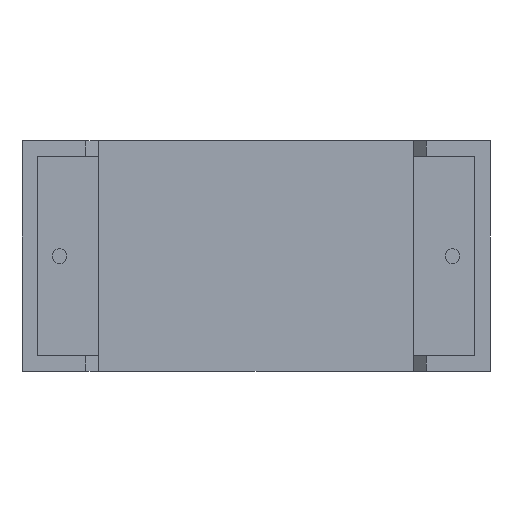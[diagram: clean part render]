
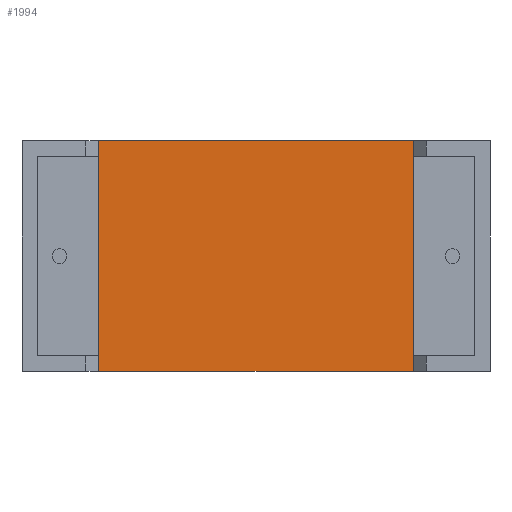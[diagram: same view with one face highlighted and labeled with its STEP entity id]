
A CAD part, front view. The second image highlights one B-rep face of the part: STEP entity #1994.
In plain terms, the highlighted planar face has unit normal (0, -1, 0).
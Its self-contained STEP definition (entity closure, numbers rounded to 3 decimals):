
#113 = DIRECTION ( 'NONE',  ( -1., 0., 0. ) ) ;
#123 = AXIS2_PLACEMENT_3D ( 'NONE', #2807, #1136, #3053 ) ;
#346 = EDGE_CURVE ( 'NONE', #2008, #3001, #635, .T. ) ;
#457 = FACE_OUTER_BOUND ( 'NONE', #569, .T. ) ;
#516 = VECTOR ( 'NONE', #1894, 1000. ) ;
#569 = EDGE_LOOP ( 'NONE', ( #1837, #1517, #2309, #1337 ) ) ;
#635 = LINE ( 'NONE', #2514, #2092 ) ;
#737 = LINE ( 'NONE', #1684, #1251 ) ;
#759 = EDGE_CURVE ( 'NONE', #2323, #2008, #1670, .T. ) ;
#1036 = CARTESIAN_POINT ( 'NONE',  ( 4.394, 0.762, 13.2 ) ) ;
#1136 = DIRECTION ( 'NONE',  ( 0., 1., 0. ) ) ;
#1239 = CARTESIAN_POINT ( 'NONE',  ( 22.406, 0.762, 0. ) ) ;
#1251 = VECTOR ( 'NONE', #2625, 1000. ) ;
#1337 = ORIENTED_EDGE ( 'NONE', *, *, #759, .T. ) ;
#1343 = VERTEX_POINT ( 'NONE', #1599 ) ;
#1517 = ORIENTED_EDGE ( 'NONE', *, *, #1904, .F. ) ;
#1599 = CARTESIAN_POINT ( 'NONE',  ( 4.394, 0.762, 0. ) ) ;
#1670 = LINE ( 'NONE', #1239, #2489 ) ;
#1684 = CARTESIAN_POINT ( 'NONE',  ( 4.394, 0.762, 0. ) ) ;
#1724 = EDGE_CURVE ( 'NONE', #2323, #1343, #3057, .T. ) ;
#1837 = ORIENTED_EDGE ( 'NONE', *, *, #346, .T. ) ;
#1894 = DIRECTION ( 'NONE',  ( -1., 0., 0. ) ) ;
#1904 = EDGE_CURVE ( 'NONE', #1343, #3001, #737, .T. ) ;
#1994 = ADVANCED_FACE ( 'NONE', ( #457 ), #2793, .F. ) ;
#2008 = VERTEX_POINT ( 'NONE', #3037 ) ;
#2092 = VECTOR ( 'NONE', #113, 1000. ) ;
#2250 = CARTESIAN_POINT ( 'NONE',  ( 13.4, 0.762, 0. ) ) ;
#2309 = ORIENTED_EDGE ( 'NONE', *, *, #1724, .F. ) ;
#2323 = VERTEX_POINT ( 'NONE', #2916 ) ;
#2489 = VECTOR ( 'NONE', #2838, 1000. ) ;
#2514 = CARTESIAN_POINT ( 'NONE',  ( 13.4, 0.762, 13.2 ) ) ;
#2625 = DIRECTION ( 'NONE',  ( 0., 0., 1. ) ) ;
#2793 = PLANE ( 'NONE',  #123 ) ;
#2807 = CARTESIAN_POINT ( 'NONE',  ( 13.4, 0.762, 0. ) ) ;
#2838 = DIRECTION ( 'NONE',  ( 0., 0., 1. ) ) ;
#2916 = CARTESIAN_POINT ( 'NONE',  ( 22.406, 0.762, 0. ) ) ;
#3001 = VERTEX_POINT ( 'NONE', #1036 ) ;
#3037 = CARTESIAN_POINT ( 'NONE',  ( 22.406, 0.762, 13.2 ) ) ;
#3053 = DIRECTION ( 'NONE',  ( -1., 0., 0. ) ) ;
#3057 = LINE ( 'NONE', #2250, #516 ) ;
